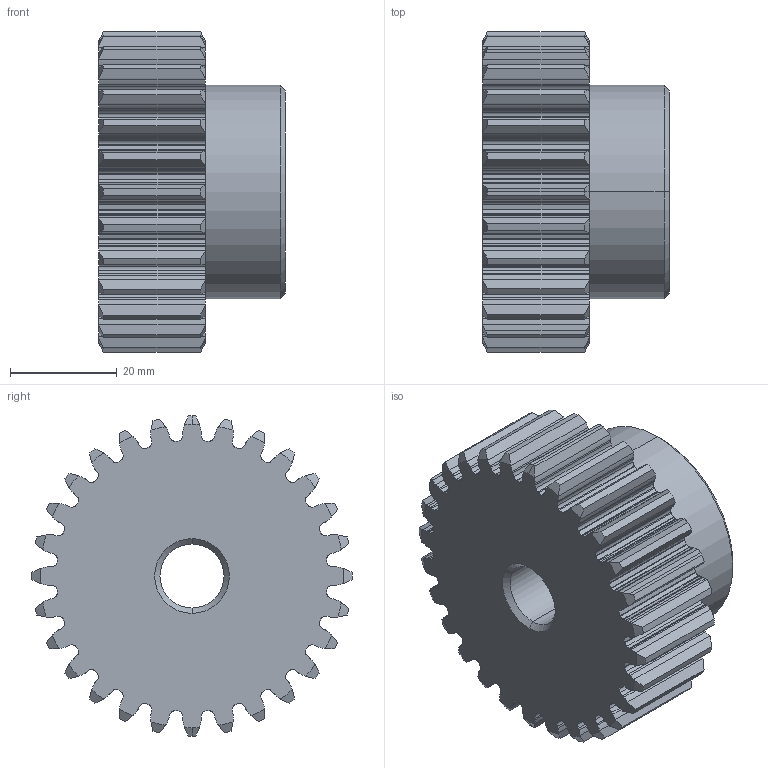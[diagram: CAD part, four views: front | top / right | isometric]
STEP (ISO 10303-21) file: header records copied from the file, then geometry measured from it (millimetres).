
FILE_DESCRIPTION(('HOOPS Exchange Step'),'2;1');
FILE_NAME('export-107B9166-F5FC-4242-B700-C02763E2E5A2.stp','2024-06-25T15:01:08+02:00',('Engineering'),('Alibre'),'HOOPS Exchange 2023.0','Alibre','Unknown authorisation');
FILE_SCHEMA( ('AP242_MANAGED_MODEL_BASED_3D_ENGINEERING_MIM_LF {1 0 10303 442 1 1 4 }') );
Length unit declared in the file: millimetre
Products named in the file (1): 6888 Module 2 Pinion, with 28 teeth
Bounding box: 35 x 60 x 60 mm (x, y, z)
Volume: 62988.1 mm3; surface area: 14561.9 mm2
Topology: 1 solids, 1 shells, 503 faces, 1490 edges, 990 vertices
Faces by surface type: cylinder 434, cone 66, plane 3
Entity records: 17533 total; most frequent: CARTESIAN_POINT 3345, DIRECTION 3306, ORIENTED_EDGE 2980, EDGE_CURVE 1490, AXIS2_PLACEMENT_3D 1431, VERTEX_POINT 990, CIRCLE 926, EDGE_LOOP 506
